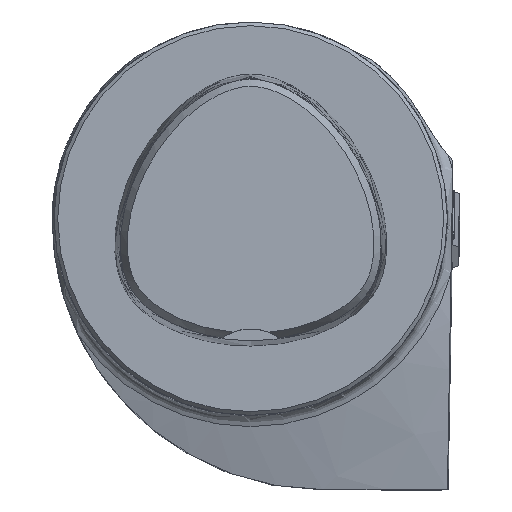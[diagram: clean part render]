
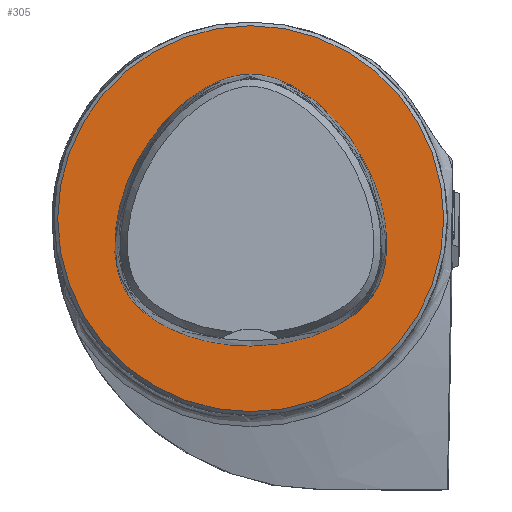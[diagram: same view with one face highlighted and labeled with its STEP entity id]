
A CAD part, top view. The second image highlights one B-rep face of the part: STEP entity #305.
In plain terms, the highlighted planar face has unit normal (0, 0, 1).
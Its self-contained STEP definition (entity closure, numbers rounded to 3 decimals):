
#159=FACE_BOUND('',#581,.T.);
#160=FACE_BOUND('',#582,.T.);
#255=B_SPLINE_CURVE_WITH_KNOTS('',3,(#3762,#3763,#3764,#3765,#3766,#3767,
#3768,#3769,#3770,#3771,#3772,#3773,#3774,#3775,#3776,#3777,#3778,#3779,
#3780,#3781,#3782,#3783,#3784,#3785,#3786,#3787,#3788,#3789,#3790,#3791,
#3792,#3793,#3794,#3795,#3796,#3797,#3798,#3799,#3800,#3801,#3802,#3803,
#3804,#3805,#3806,#3807,#3808,#3809,#3810,#3811,#3812,#3813,#3814,#3815,
#3816,#3817,#3818,#3819,#3820,#3821,#3822,#3823,#3824,#3825,#3826,#3827,
#3828,#3829,#3830,#3831,#3832,#3833,#3834,#3835,#3836),.UNSPECIFIED.,.T.,
 .F.,(1,1,2,1,1,1,1,1,1,1,1,1,1,1,1,1,1,1,1,1,1,1,1,1,1,1,1,1,1,1,1,1,1,
1,1,1,1,1,1,1,1,1,1,1,1,1,1,1,1,1,1,1,1,1,1,1,1,1,1,1,1,1,1,1,1,1,1,1,1,
1,1,1,1,1,2,1,1),(-0.031,-0.016,0.,0.016,0.031,0.063,0.078,
0.094,0.109,0.125,0.133,0.141,0.148,0.156,0.164,0.172,
0.18,0.188,0.195,0.203,0.219,0.234,0.25,0.266,0.281,
0.313,0.344,0.359,0.375,0.391,0.406,0.422,0.438,0.453,
0.461,0.469,0.484,0.492,0.5,0.508,0.516,0.531,0.539,
0.547,0.563,0.578,0.594,0.609,0.625,0.641,0.656,0.688,
0.719,0.734,0.75,0.766,0.781,0.797,0.805,0.813,0.82,
0.828,0.836,0.844,0.852,0.859,0.867,0.875,0.891,
0.906,0.922,0.938,0.969,0.984,1.,1.016,1.031),
 .UNSPECIFIED.);
#305=ADVANCED_FACE('CU_E_LO_SU_1',(#159,#160),#406,.F.);
#406=PLANE('',#2637);
#581=EDGE_LOOP('',(#1256));
#582=EDGE_LOOP('',(#1257));
#1103=CIRCLE('',#2636,15.7);
#1256=ORIENTED_EDGE('',*,*,#2012,.T.);
#1257=ORIENTED_EDGE('',*,*,#2013,.F.);
#1788=VERTEX_POINT('',#3761);
#1789=VERTEX_POINT('',#3837);
#2012=EDGE_CURVE('',#1788,#1788,#1103,.T.);
#2013=EDGE_CURVE('',#1789,#1789,#255,.T.);
#2636=AXIS2_PLACEMENT_3D('',#3760,#2954,#2955);
#2637=AXIS2_PLACEMENT_3D('',#3838,#2956,#2957);
#2954=DIRECTION('',(0.,0.,1.));
#2955=DIRECTION('',(1.,0.,0.));
#2956=DIRECTION('',(0.,0.,-1.));
#2957=DIRECTION('',(1.,0.,0.));
#3760=CARTESIAN_POINT('',(0.,0.,0.));
#3761=CARTESIAN_POINT('',(15.7,0.,0.));
#3762=CARTESIAN_POINT('',(-0.361,-10.363,0.));
#3763=CARTESIAN_POINT('',(0.361,-10.363,0.));
#3764=CARTESIAN_POINT('',(1.084,-10.339,0.));
#3765=CARTESIAN_POINT('',(2.523,-10.198,0.));
#3766=CARTESIAN_POINT('',(3.945,-9.913,0.));
#3767=CARTESIAN_POINT('',(5.324,-9.477,0.));
#3768=CARTESIAN_POINT('',(6.331,-9.071,0.));
#3769=CARTESIAN_POINT('',(7.3,-8.579,0.));
#3770=CARTESIAN_POINT('',(8.066,-8.093,0.));
#3771=CARTESIAN_POINT('',(8.642,-7.653,0.));
#3772=CARTESIAN_POINT('',(9.053,-7.296,0.));
#3773=CARTESIAN_POINT('',(9.437,-6.909,0.));
#3774=CARTESIAN_POINT('',(9.789,-6.491,0.));
#3775=CARTESIAN_POINT('',(10.101,-6.042,0.));
#3776=CARTESIAN_POINT('',(10.366,-5.564,0.));
#3777=CARTESIAN_POINT('',(10.583,-5.063,0.));
#3778=CARTESIAN_POINT('',(10.754,-4.544,0.));
#3779=CARTESIAN_POINT('',(10.884,-4.015,0.));
#3780=CARTESIAN_POINT('',(11.007,-3.3,0.));
#3781=CARTESIAN_POINT('',(11.077,-2.395,0.));
#3782=CARTESIAN_POINT('',(11.051,-1.308,0.));
#3783=CARTESIAN_POINT('',(10.93,-0.229,0.));
#3784=CARTESIAN_POINT('',(10.722,0.836,0.));
#3785=CARTESIAN_POINT('',(10.342,2.232,0.));
#3786=CARTESIAN_POINT('',(9.685,3.92,0.));
#3787=CARTESIAN_POINT('',(8.813,5.507,0.));
#3788=CARTESIAN_POINT('',(7.997,6.701,0.));
#3789=CARTESIAN_POINT('',(7.328,7.554,0.));
#3790=CARTESIAN_POINT('',(6.601,8.36,0.));
#3791=CARTESIAN_POINT('',(5.819,9.112,0.));
#3792=CARTESIAN_POINT('',(4.981,9.803,0.));
#3793=CARTESIAN_POINT('',(4.089,10.423,0.));
#3794=CARTESIAN_POINT('',(3.3,10.87,0.));
#3795=CARTESIAN_POINT('',(2.643,11.175,0.));
#3796=CARTESIAN_POINT('',(1.968,11.44,0.));
#3797=CARTESIAN_POINT('',(1.266,11.638,0.));
#3798=CARTESIAN_POINT('',(0.546,11.744,0.));
#3799=CARTESIAN_POINT('',(0.,11.772,0.));
#3800=CARTESIAN_POINT('',(-0.546,11.744,0.));
#3801=CARTESIAN_POINT('',(-1.266,11.638,0.));
#3802=CARTESIAN_POINT('',(-1.968,11.44,0.));
#3803=CARTESIAN_POINT('',(-2.643,11.175,0.));
#3804=CARTESIAN_POINT('',(-3.3,10.87,0.));
#3805=CARTESIAN_POINT('',(-4.089,10.423,0.));
#3806=CARTESIAN_POINT('',(-4.981,9.803,0.));
#3807=CARTESIAN_POINT('',(-5.819,9.112,0.));
#3808=CARTESIAN_POINT('',(-6.601,8.36,0.));
#3809=CARTESIAN_POINT('',(-7.328,7.554,0.));
#3810=CARTESIAN_POINT('',(-7.997,6.701,0.));
#3811=CARTESIAN_POINT('',(-8.813,5.507,0.));
#3812=CARTESIAN_POINT('',(-9.685,3.92,0.));
#3813=CARTESIAN_POINT('',(-10.342,2.232,0.));
#3814=CARTESIAN_POINT('',(-10.722,0.836,0.));
#3815=CARTESIAN_POINT('',(-10.93,-0.229,0.));
#3816=CARTESIAN_POINT('',(-11.051,-1.308,0.));
#3817=CARTESIAN_POINT('',(-11.077,-2.395,0.));
#3818=CARTESIAN_POINT('',(-11.007,-3.3,0.));
#3819=CARTESIAN_POINT('',(-10.884,-4.015,0.));
#3820=CARTESIAN_POINT('',(-10.754,-4.544,0.));
#3821=CARTESIAN_POINT('',(-10.583,-5.063,0.));
#3822=CARTESIAN_POINT('',(-10.366,-5.564,0.));
#3823=CARTESIAN_POINT('',(-10.101,-6.042,0.));
#3824=CARTESIAN_POINT('',(-9.789,-6.491,0.));
#3825=CARTESIAN_POINT('',(-9.437,-6.909,0.));
#3826=CARTESIAN_POINT('',(-9.053,-7.296,0.));
#3827=CARTESIAN_POINT('',(-8.642,-7.653,0.));
#3828=CARTESIAN_POINT('',(-8.066,-8.093,0.));
#3829=CARTESIAN_POINT('',(-7.3,-8.579,0.));
#3830=CARTESIAN_POINT('',(-6.331,-9.071,0.));
#3831=CARTESIAN_POINT('',(-5.324,-9.477,0.));
#3832=CARTESIAN_POINT('',(-3.945,-9.913,0.));
#3833=CARTESIAN_POINT('',(-2.523,-10.198,0.));
#3834=CARTESIAN_POINT('',(-1.084,-10.339,0.));
#3835=CARTESIAN_POINT('',(-0.361,-10.363,0.));
#3836=CARTESIAN_POINT('',(0.361,-10.363,0.));
#3837=CARTESIAN_POINT('',(0.,-10.363,0.));
#3838=CARTESIAN_POINT('',(0.,0.696,0.));
